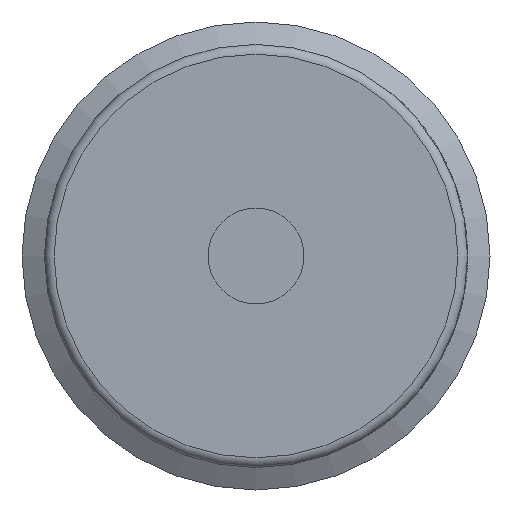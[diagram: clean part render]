
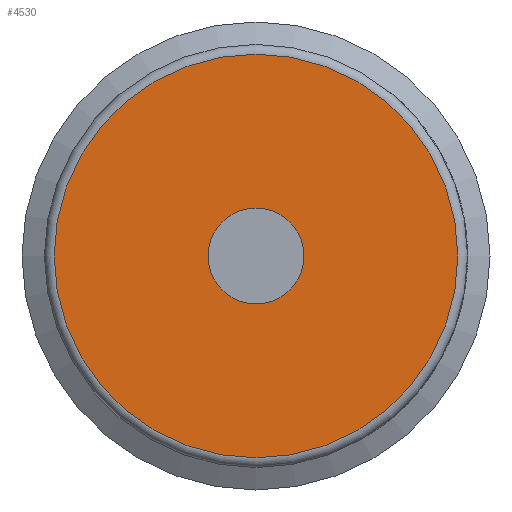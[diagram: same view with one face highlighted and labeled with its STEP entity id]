
A CAD part, front view. The second image highlights one B-rep face of the part: STEP entity #4530.
In plain terms, the highlighted face is planar.
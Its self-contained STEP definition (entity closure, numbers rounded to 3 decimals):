
#55=FACE_BOUND('',#745,.T.);
#249=PLANE('',#4852);
#484=FACE_OUTER_BOUND('',#744,.T.);
#744=EDGE_LOOP('',(#4007));
#745=EDGE_LOOP('',(#4008));
#1048=CIRCLE('',#4840,2.459);
#1052=CIRCLE('',#4850,10.35);
#2119=VERTEX_POINT('',#9878);
#2123=VERTEX_POINT('',#9896);
#2743=EDGE_CURVE('',#2119,#2119,#1048,.T.);
#2751=EDGE_CURVE('',#2123,#2123,#1052,.T.);
#4007=ORIENTED_EDGE('',*,*,#2751,.T.);
#4008=ORIENTED_EDGE('',*,*,#2743,.T.);
#4530=ADVANCED_FACE('',(#484,#55),#249,.T.);
#4840=AXIS2_PLACEMENT_3D('',#9879,#5700,#5701);
#4850=AXIS2_PLACEMENT_3D('',#9897,#5724,#5725);
#4852=AXIS2_PLACEMENT_3D('',#9899,#5728,#5729);
#5700=DIRECTION('center_axis',(-1.,0.,0.));
#5701=DIRECTION('ref_axis',(0.,0.,-1.));
#5724=DIRECTION('center_axis',(1.,0.,0.));
#5725=DIRECTION('ref_axis',(0.,0.,-1.));
#5728=DIRECTION('center_axis',(1.,0.,0.));
#5729=DIRECTION('ref_axis',(0.,0.,-1.));
#9878=CARTESIAN_POINT('',(69.,0.05,2.459));
#9879=CARTESIAN_POINT('Origin',(69.,0.05,0.));
#9896=CARTESIAN_POINT('',(69.,0.05,10.35));
#9897=CARTESIAN_POINT('Origin',(69.,0.05,0.));
#9899=CARTESIAN_POINT('Origin',(69.,0.05,0.));
